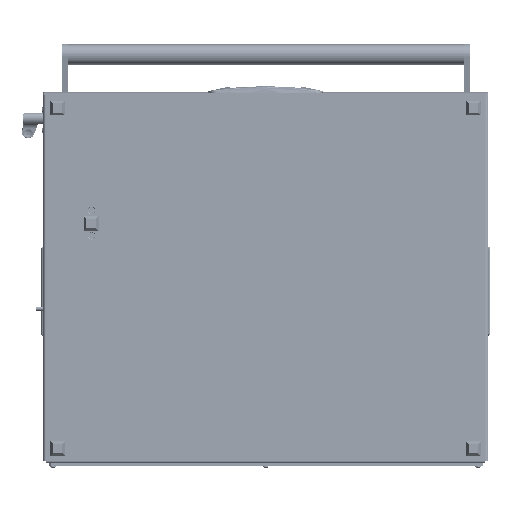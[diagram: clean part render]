
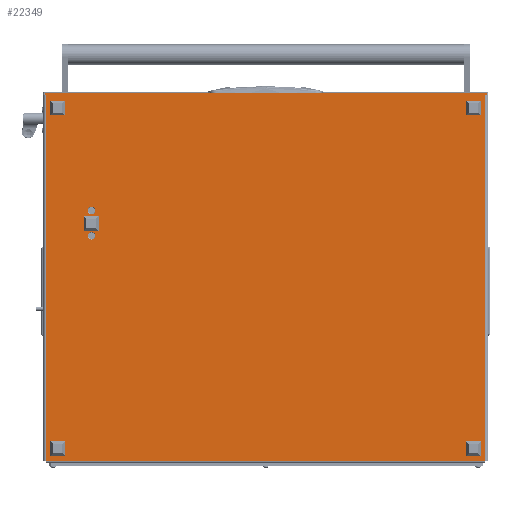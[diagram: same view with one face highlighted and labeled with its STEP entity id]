
A CAD part, front view. The second image highlights one B-rep face of the part: STEP entity #22349.
In plain terms, the highlighted face is planar.
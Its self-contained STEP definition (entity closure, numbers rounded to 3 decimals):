
#1477 = DIRECTION ( 'NONE',  ( -1., 0., 0. ) ) ;
#2644 = FACE_BOUND ( 'NONE', #62634, .T. ) ;
#2946 = ORIENTED_EDGE ( 'NONE', *, *, #11031, .F. ) ;
#4465 = VECTOR ( 'NONE', #1477, 1000. ) ;
#10423 = EDGE_CURVE ( 'NONE', #102666, #107290, #40533, .T. ) ;
#11031 = EDGE_CURVE ( 'NONE', #12000, #51398, #77796, .T. ) ;
#12000 = VERTEX_POINT ( 'NONE', #96640 ) ;
#12158 = EDGE_LOOP ( 'NONE', ( #78986, #124858 ) ) ;
#13279 = AXIS2_PLACEMENT_3D ( 'NONE', #45590, #46337, #113691 ) ;
#13867 = LINE ( 'NONE', #127151, #71499 ) ;
#13946 = CARTESIAN_POINT ( 'NONE',  ( 200.2, 545., 0. ) ) ;
#14019 = AXIS2_PLACEMENT_3D ( 'NONE', #80746, #126728, #24554 ) ;
#16649 = LINE ( 'NONE', #107694, #40419 ) ;
#17786 = ORIENTED_EDGE ( 'NONE', *, *, #110656, .F. ) ;
#22349 = ADVANCED_FACE ( 'NONE', ( #2644, #44876, #101114 ), #68486, .T. ) ;
#24287 = DIRECTION ( 'NONE',  ( 0., 1., 0. ) ) ;
#24554 = DIRECTION ( 'NONE',  ( -1., 0., 0. ) ) ;
#27838 = VERTEX_POINT ( 'NONE', #83334 ) ;
#29880 = EDGE_CURVE ( 'NONE', #51398, #12000, #119517, .T. ) ;
#30368 = DIRECTION ( 'NONE',  ( -1., 0., 0. ) ) ;
#31574 = LINE ( 'NONE', #75220, #132978 ) ;
#32524 = CARTESIAN_POINT ( 'NONE',  ( -2., -2., 0. ) ) ;
#35241 = VECTOR ( 'NONE', #110225, 1000. ) ;
#37956 = AXIS2_PLACEMENT_3D ( 'NONE', #51121, #84379, #30368 ) ;
#39047 = CARTESIAN_POINT ( 'NONE',  ( 165.2, 545., 0. ) ) ;
#39910 = AXIS2_PLACEMENT_3D ( 'NONE', #59825, #59107, #92409 ) ;
#40419 = VECTOR ( 'NONE', #106214, 1000. ) ;
#40533 = LINE ( 'NONE', #64163, #136857 ) ;
#42008 = DIRECTION ( 'NONE',  ( 0., -1., 0. ) ) ;
#44876 = FACE_BOUND ( 'NONE', #12158, .T. ) ;
#45050 = LINE ( 'NONE', #91609, #45949 ) ;
#45590 = CARTESIAN_POINT ( 'NONE',  ( 0., 608., 0. ) ) ;
#45949 = VECTOR ( 'NONE', #24287, 1000. ) ;
#46337 = DIRECTION ( 'NONE',  ( 0., 0., -1. ) ) ;
#47506 = VECTOR ( 'NONE', #112885, 1000. ) ;
#50257 = EDGE_CURVE ( 'NONE', #126737, #85341, #45050, .T. ) ;
#51121 = CARTESIAN_POINT ( 'NONE',  ( 195., 545., 0. ) ) ;
#51398 = VERTEX_POINT ( 'NONE', #39047 ) ;
#52658 = DIRECTION ( 'NONE',  ( 0., 0., -1. ) ) ;
#55346 = ORIENTED_EDGE ( 'NONE', *, *, #50257, .T. ) ;
#57069 = ORIENTED_EDGE ( 'NONE', *, *, #141404, .F. ) ;
#57836 = ORIENTED_EDGE ( 'NONE', *, *, #29880, .F. ) ;
#58244 = DIRECTION ( 'NONE',  ( 1., 0., 0. ) ) ;
#58706 = EDGE_CURVE ( 'NONE', #85341, #85971, #16649, .T. ) ;
#59107 = DIRECTION ( 'NONE',  ( 0., 0., -1. ) ) ;
#59825 = CARTESIAN_POINT ( 'NONE',  ( 195., 545., 0. ) ) ;
#62612 = CARTESIAN_POINT ( 'NONE',  ( 506., 608., 0. ) ) ;
#62634 = EDGE_LOOP ( 'NONE', ( #2946, #57836 ) ) ;
#64146 = ORIENTED_EDGE ( 'NONE', *, *, #10423, .T. ) ;
#64163 = CARTESIAN_POINT ( 'NONE',  ( 506., 608., 0. ) ) ;
#66199 = ORIENTED_EDGE ( 'NONE', *, *, #58706, .T. ) ;
#68486 = PLANE ( 'NONE',  #13279 ) ;
#69110 = CARTESIAN_POINT ( 'NONE',  ( 0., -4., 0. ) ) ;
#70228 = LINE ( 'NONE', #138438, #4465 ) ;
#71499 = VECTOR ( 'NONE', #58244, 1000. ) ;
#71660 = ORIENTED_EDGE ( 'NONE', *, *, #88181, .F. ) ;
#75220 = CARTESIAN_POINT ( 'NONE',  ( 0., -4., 0. ) ) ;
#75510 = EDGE_CURVE ( 'NONE', #119113, #92410, #104076, .T. ) ;
#75954 = CARTESIAN_POINT ( 'NONE',  ( 189.8, 545., 0. ) ) ;
#77796 = CIRCLE ( 'NONE', #14019, 5.2 ) ;
#78986 = ORIENTED_EDGE ( 'NONE', *, *, #75510, .F. ) ;
#80746 = CARTESIAN_POINT ( 'NONE',  ( 160., 545., 0. ) ) ;
#83334 = CARTESIAN_POINT ( 'NONE',  ( 0., -2., 0. ) ) ;
#84362 = EDGE_LOOP ( 'NONE', ( #57069, #104842, #55346, #66199, #106618, #17786, #64146, #71660 ) ) ;
#84379 = DIRECTION ( 'NONE',  ( 0., 0., -1. ) ) ;
#85341 = VERTEX_POINT ( 'NONE', #145250 ) ;
#85971 = VERTEX_POINT ( 'NONE', #114676 ) ;
#86000 = EDGE_CURVE ( 'NONE', #92410, #119113, #101288, .T. ) ;
#88181 = EDGE_CURVE ( 'NONE', #95185, #107290, #13867, .T. ) ;
#91097 = CARTESIAN_POINT ( 'NONE',  ( 506., 0., 0. ) ) ;
#91609 = CARTESIAN_POINT ( 'NONE',  ( -2., -4., 0. ) ) ;
#92409 = DIRECTION ( 'NONE',  ( -1., 0., 0. ) ) ;
#92410 = VERTEX_POINT ( 'NONE', #13946 ) ;
#95185 = VERTEX_POINT ( 'NONE', #102943 ) ;
#95821 = AXIS2_PLACEMENT_3D ( 'NONE', #98544, #52658, #97814 ) ;
#96640 = CARTESIAN_POINT ( 'NONE',  ( 154.8, 545., 0. ) ) ;
#97814 = DIRECTION ( 'NONE',  ( -1., 0., 0. ) ) ;
#98544 = CARTESIAN_POINT ( 'NONE',  ( 160., 545., 0. ) ) ;
#101114 = FACE_OUTER_BOUND ( 'NONE', #84362, .T. ) ;
#101288 = CIRCLE ( 'NONE', #39910, 5.2 ) ;
#102666 = VERTEX_POINT ( 'NONE', #62612 ) ;
#102943 = CARTESIAN_POINT ( 'NONE',  ( 0., 0., 0. ) ) ;
#104076 = CIRCLE ( 'NONE', #37956, 5.2 ) ;
#104842 = ORIENTED_EDGE ( 'NONE', *, *, #135637, .T. ) ;
#106214 = DIRECTION ( 'NONE',  ( 1., 0., 0. ) ) ;
#106618 = ORIENTED_EDGE ( 'NONE', *, *, #121215, .F. ) ;
#107290 = VERTEX_POINT ( 'NONE', #91097 ) ;
#107694 = CARTESIAN_POINT ( 'NONE',  ( 0., 610., 0. ) ) ;
#110225 = DIRECTION ( 'NONE',  ( -1., 0., 0. ) ) ;
#110656 = EDGE_CURVE ( 'NONE', #102666, #115097, #130990, .T. ) ;
#112885 = DIRECTION ( 'NONE',  ( 0., 1., 0. ) ) ;
#113691 = DIRECTION ( 'NONE',  ( -1., 0., 0. ) ) ;
#114676 = CARTESIAN_POINT ( 'NONE',  ( 0., 610., 0. ) ) ;
#115097 = VERTEX_POINT ( 'NONE', #132911 ) ;
#119113 = VERTEX_POINT ( 'NONE', #75954 ) ;
#119517 = CIRCLE ( 'NONE', #95821, 5.2 ) ;
#121215 = EDGE_CURVE ( 'NONE', #115097, #85971, #125449, .T. ) ;
#124858 = ORIENTED_EDGE ( 'NONE', *, *, #86000, .F. ) ;
#125449 = LINE ( 'NONE', #69110, #47506 ) ;
#126728 = DIRECTION ( 'NONE',  ( 0., 0., -1. ) ) ;
#126737 = VERTEX_POINT ( 'NONE', #32524 ) ;
#127151 = CARTESIAN_POINT ( 'NONE',  ( 0., 0., 0. ) ) ;
#130990 = LINE ( 'NONE', #142862, #35241 ) ;
#132911 = CARTESIAN_POINT ( 'NONE',  ( 0., 608., 0. ) ) ;
#132978 = VECTOR ( 'NONE', #145642, 1000. ) ;
#135637 = EDGE_CURVE ( 'NONE', #27838, #126737, #70228, .T. ) ;
#136857 = VECTOR ( 'NONE', #42008, 1000. ) ;
#138438 = CARTESIAN_POINT ( 'NONE',  ( 0., -2., 0. ) ) ;
#141404 = EDGE_CURVE ( 'NONE', #27838, #95185, #31574, .T. ) ;
#142862 = CARTESIAN_POINT ( 'NONE',  ( 0., 608., 0. ) ) ;
#145250 = CARTESIAN_POINT ( 'NONE',  ( -2., 610., 0. ) ) ;
#145642 = DIRECTION ( 'NONE',  ( 0., 1., 0. ) ) ;
